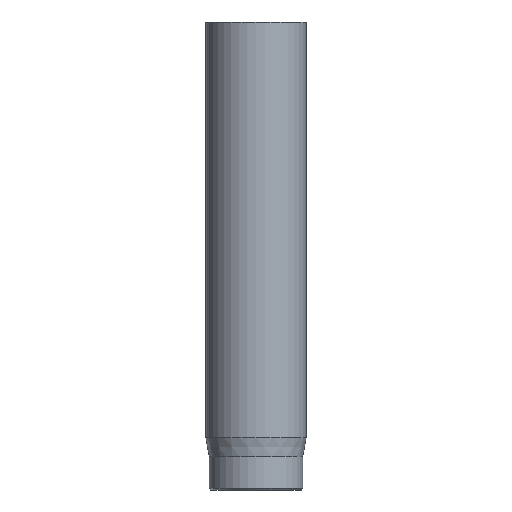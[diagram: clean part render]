
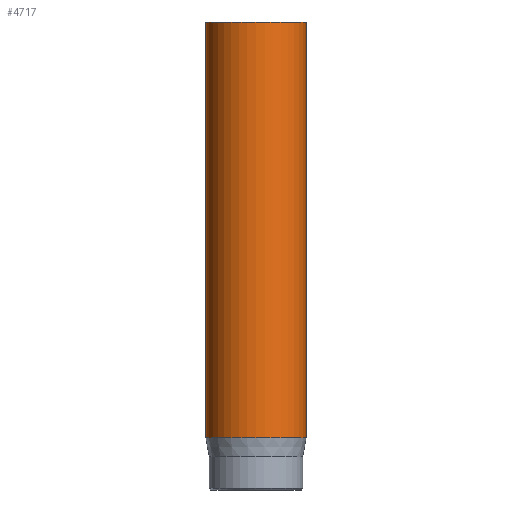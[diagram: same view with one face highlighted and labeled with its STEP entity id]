
A CAD part, front view. The second image highlights one B-rep face of the part: STEP entity #4717.
In plain terms, the highlighted cylindrical face has radius 1.5 mm (diameter 3 mm), a full revolution.
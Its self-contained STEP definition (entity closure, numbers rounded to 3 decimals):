
#42=CYLINDRICAL_SURFACE('',#4886,1.5);
#45=CIRCLE('',#4856,1.5);
#59=CIRCLE('',#4884,1.5);
#60=CIRCLE('',#4885,1.5);
#828=FACE_OUTER_BOUND('',#1108,.T.);
#1108=EDGE_LOOP('',(#4296,#4297,#4298,#4299,#4300));
#1443=LINE('',#9045,#1788);
#1788=VECTOR('',#5418,1.5);
#2243=VERTEX_POINT('',#8990);
#2257=VERTEX_POINT('',#9039);
#2258=VERTEX_POINT('',#9040);
#2921=EDGE_CURVE('',#2243,#2243,#45,.T.);
#2942=EDGE_CURVE('',#2257,#2258,#59,.T.);
#2943=EDGE_CURVE('',#2258,#2257,#60,.T.);
#2945=EDGE_CURVE('',#2243,#2257,#1443,.T.);
#4296=ORIENTED_EDGE('',*,*,#2921,.T.);
#4297=ORIENTED_EDGE('',*,*,#2945,.T.);
#4298=ORIENTED_EDGE('',*,*,#2942,.T.);
#4299=ORIENTED_EDGE('',*,*,#2943,.T.);
#4300=ORIENTED_EDGE('',*,*,#2945,.F.);
#4717=ADVANCED_FACE('',(#828),#42,.T.);
#4856=AXIS2_PLACEMENT_3D('',#8991,#5348,#5349);
#4884=AXIS2_PLACEMENT_3D('',#9041,#5411,#5412);
#4885=AXIS2_PLACEMENT_3D('',#9042,#5413,#5414);
#4886=AXIS2_PLACEMENT_3D('',#9044,#5416,#5417);
#5348=DIRECTION('center_axis',(0.,0.,-1.));
#5349=DIRECTION('ref_axis',(-1.,0.,0.));
#5411=DIRECTION('center_axis',(0.,0.,1.));
#5412=DIRECTION('ref_axis',(-1.,0.,0.));
#5413=DIRECTION('center_axis',(0.,0.,1.));
#5414=DIRECTION('ref_axis',(-1.,0.,0.));
#5416=DIRECTION('center_axis',(0.,0.,1.));
#5417=DIRECTION('ref_axis',(-1.,0.,0.));
#5418=DIRECTION('',(0.,0.,-1.));
#8990=CARTESIAN_POINT('',(1.5,0.,14.));
#8991=CARTESIAN_POINT('Origin',(0.,0.,14.));
#9039=CARTESIAN_POINT('',(1.5,0.,1.567));
#9040=CARTESIAN_POINT('',(-1.5,0.,1.567));
#9041=CARTESIAN_POINT('Origin',(0.,0.,1.567));
#9042=CARTESIAN_POINT('Origin',(0.,0.,1.567));
#9044=CARTESIAN_POINT('Origin',(0.,0.,0.));
#9045=CARTESIAN_POINT('',(1.5,0.,0.));
